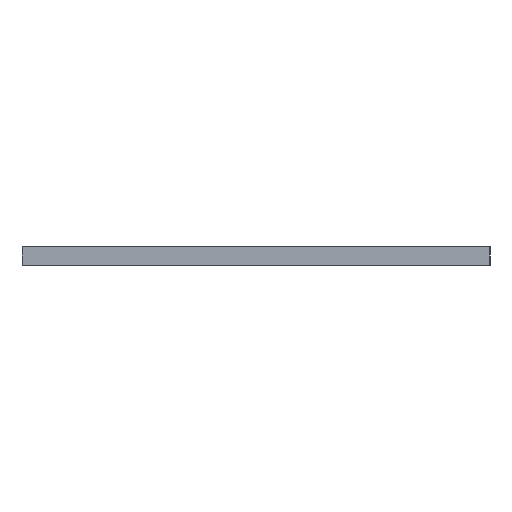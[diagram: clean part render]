
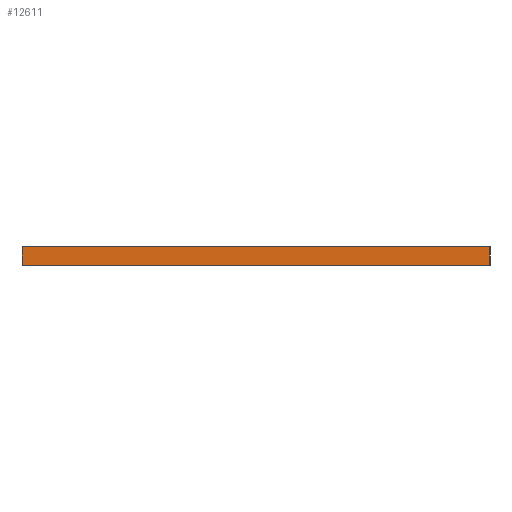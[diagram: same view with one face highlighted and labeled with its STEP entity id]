
A CAD part, left-side view. The second image highlights one B-rep face of the part: STEP entity #12611.
In plain terms, the highlighted planar face has unit normal (-1, 0, 0).
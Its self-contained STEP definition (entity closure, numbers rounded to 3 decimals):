
#1699=FACE_OUTER_BOUND('',#2315,.T.);
#2315=EDGE_LOOP('',(#10447,#10448,#10449,#10450));
#3695=LINE('',#21199,#4925);
#3696=LINE('',#21201,#4926);
#3697=LINE('',#21203,#4927);
#3698=LINE('',#21204,#4928);
#4925=VECTOR('',#17513,10.);
#4926=VECTOR('',#17514,10.);
#4927=VECTOR('',#17515,10.);
#4928=VECTOR('',#17516,10.);
#6157=VERTEX_POINT('',#21197);
#6158=VERTEX_POINT('',#21198);
#6159=VERTEX_POINT('',#21200);
#6160=VERTEX_POINT('',#21202);
#7995=EDGE_CURVE('',#6157,#6158,#3695,.T.);
#7996=EDGE_CURVE('',#6157,#6159,#3696,.T.);
#7997=EDGE_CURVE('',#6160,#6159,#3697,.T.);
#7998=EDGE_CURVE('',#6158,#6160,#3698,.T.);
#10447=ORIENTED_EDGE('',*,*,#7995,.F.);
#10448=ORIENTED_EDGE('',*,*,#7996,.T.);
#10449=ORIENTED_EDGE('',*,*,#7997,.F.);
#10450=ORIENTED_EDGE('',*,*,#7998,.F.);
#11995=PLANE('',#13841);
#12611=ADVANCED_FACE('',(#1699),#11995,.T.);
#13841=AXIS2_PLACEMENT_3D('',#21196,#17511,#17512);
#17511=DIRECTION('center_axis',(-1.,0.,0.));
#17512=DIRECTION('ref_axis',(0.,-1.,0.));
#17513=DIRECTION('',(0.,1.,0.));
#17514=DIRECTION('',(0.,0.,1.));
#17515=DIRECTION('',(0.,-1.,0.));
#17516=DIRECTION('',(0.,0.,1.));
#21196=CARTESIAN_POINT('Origin',(-129.652,28.262,0.));
#21197=CARTESIAN_POINT('',(-129.652,-97.738,0.));
#21198=CARTESIAN_POINT('',(-129.652,28.262,0.));
#21199=CARTESIAN_POINT('',(-129.652,-97.738,0.));
#21200=CARTESIAN_POINT('',(-129.652,-97.738,5.));
#21201=CARTESIAN_POINT('',(-129.652,-97.738,0.));
#21202=CARTESIAN_POINT('',(-129.652,28.262,5.));
#21203=CARTESIAN_POINT('',(-129.652,-97.738,5.));
#21204=CARTESIAN_POINT('',(-129.652,28.262,0.));
